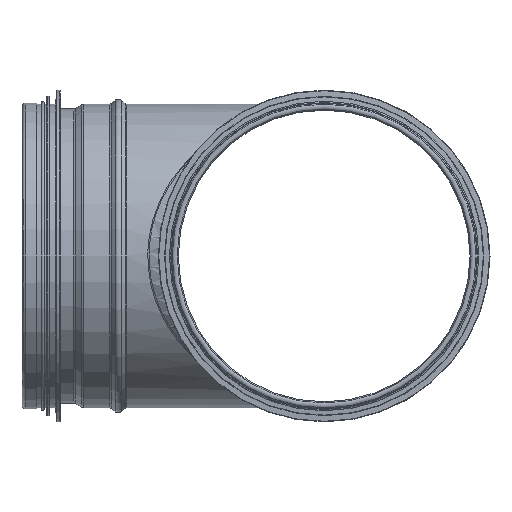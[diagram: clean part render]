
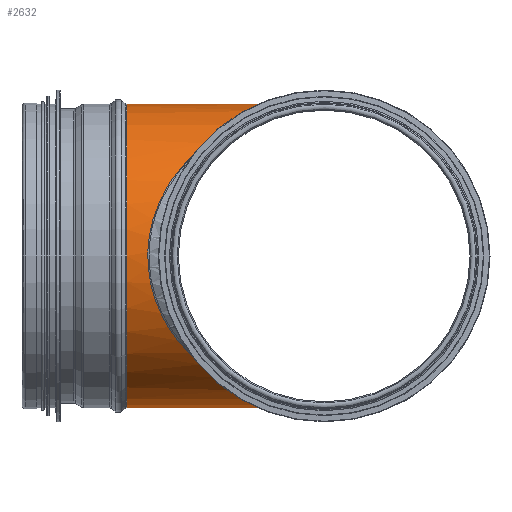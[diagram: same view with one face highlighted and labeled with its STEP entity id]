
A CAD part, front view. The second image highlights one B-rep face of the part: STEP entity #2632.
In plain terms, the highlighted cylindrical face has radius 61.525 mm (diameter 123.05 mm), a full revolution.
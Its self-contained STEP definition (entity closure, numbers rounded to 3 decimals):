
#2547=CARTESIAN_POINT('',(-61.487,2.5,-2.15));
#2548=VERTEX_POINT('',#2547);
#2558=CARTESIAN_POINT('',(61.487,2.5,-2.15));
#2559=VERTEX_POINT('',#2558);
#2560=CARTESIAN_POINT('',(0.,0.0,0.0));
#2561=DIRECTION('',(0.,-0.652,-0.758));
#2562=DIRECTION('',(0.,0.758,-0.652));
#2563=AXIS2_PLACEMENT_3D('',#2560,#2561,#2562);
#2564=ELLIPSE('',#2563,94.346,61.525);
#2565=EDGE_CURVE('',#2548,#2559,#2564,.T.);
#2588=CARTESIAN_POINT('',(0.,41.25,0.0));
#2589=DIRECTION('',(0.,1.0,0.0));
#2590=DIRECTION('',(-1.0,0.0,0.0));
#2591=AXIS2_PLACEMENT_3D('',#2588,#2589,#2590);
#2592=CYLINDRICAL_SURFACE('',#2591,61.525);
#2593=ORIENTED_EDGE('',*,*,#2565,.F.);
#2594=CARTESIAN_POINT('',(-61.487,2.5,2.15));
#2595=VERTEX_POINT('',#2594);
#2596=CARTESIAN_POINT('',(0.,2.5,0.0));
#2597=DIRECTION('',(0.0,1.0,0.0));
#2598=DIRECTION('',(-1.0,0.0,0.0));
#2599=AXIS2_PLACEMENT_3D('',#2596,#2597,#2598);
#2600=CIRCLE('',#2599,61.525);
#2601=EDGE_CURVE('',#2548,#2595,#2600,.T.);
#2602=ORIENTED_EDGE('',*,*,#2601,.T.);
#2603=CARTESIAN_POINT('',(61.487,2.5,2.15));
#2604=VERTEX_POINT('',#2603);
#2605=CARTESIAN_POINT('',(0.,0.0,0.0));
#2606=DIRECTION('',(0.,-0.652,0.758));
#2607=DIRECTION('',(0.,0.758,0.652));
#2608=AXIS2_PLACEMENT_3D('',#2605,#2606,#2607);
#2609=ELLIPSE('',#2608,94.346,61.525);
#2610=EDGE_CURVE('',#2604,#2595,#2609,.T.);
#2611=ORIENTED_EDGE('',*,*,#2610,.F.);
#2612=CARTESIAN_POINT('',(0.,2.5,0.0));
#2613=DIRECTION('',(0.0,1.0,0.0));
#2614=DIRECTION('',(-1.0,0.0,0.0));
#2615=AXIS2_PLACEMENT_3D('',#2612,#2613,#2614);
#2616=CIRCLE('',#2615,61.525);
#2617=EDGE_CURVE('',#2604,#2559,#2616,.T.);
#2618=ORIENTED_EDGE('',*,*,#2617,.T.);
#2619=EDGE_LOOP('',(#2593,#2602,#2611,#2618));
#2620=FACE_OUTER_BOUND('',#2619,.T.);
#2621=CARTESIAN_POINT('',(-61.525,80.,0.0));
#2622=VERTEX_POINT('',#2621);
#2623=CARTESIAN_POINT('',(0.,80.,0.0));
#2624=DIRECTION('',(0.0,1.0,0.0));
#2625=DIRECTION('',(-1.0,0.0,0.0));
#2626=AXIS2_PLACEMENT_3D('',#2623,#2624,#2625);
#2627=CIRCLE('',#2626,61.525);
#2628=EDGE_CURVE('',#2622,#2622,#2627,.T.);
#2629=ORIENTED_EDGE('',*,*,#2628,.F.);
#2630=EDGE_LOOP('',(#2629));
#2631=FACE_BOUND('',#2630,.T.);
#2632=ADVANCED_FACE('',(#2620,#2631),#2592,.T.);
